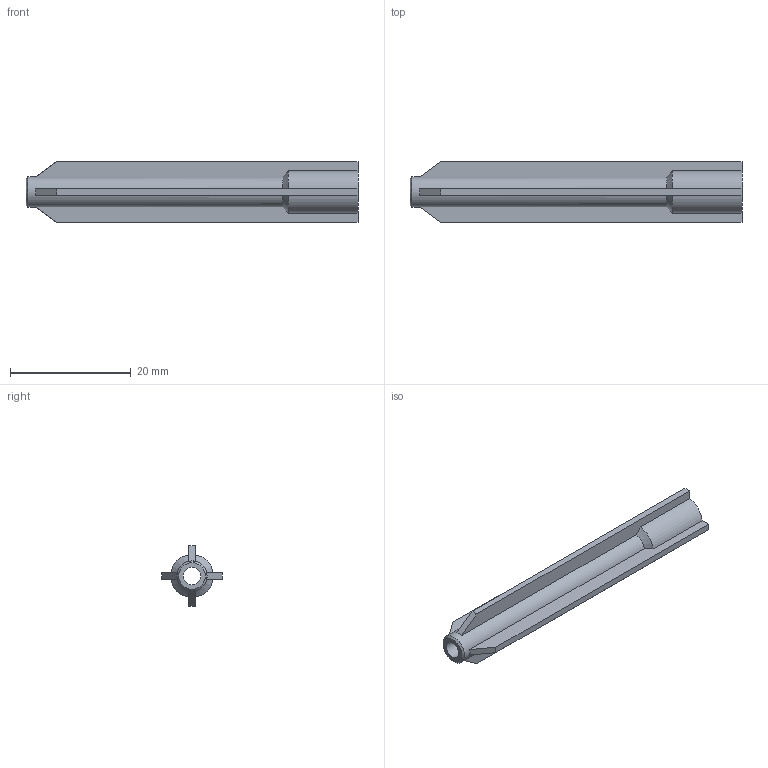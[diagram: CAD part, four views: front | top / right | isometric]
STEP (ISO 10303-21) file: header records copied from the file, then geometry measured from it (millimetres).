
FILE_DESCRIPTION(/* description */ ('STEP AP214'),/* implementation_level */ '2;1');
FILE_NAME(/* name */ 'SFS 128855',/* time_stamp */ '2022-10-20T13:58:36+02:00',/* author */ ('License CC BY-ND 4.0'),/* organization */ ('CADENAS'),/* preprocessor_version */ 'ST-DEVELOPER v18.102',/* originating_system */ 'PARTsolutions',/* authorisation */ ' ');
FILE_SCHEMA (('AUTOMOTIVE_DESIGN {1 0 10303 214 3 1 1}'));
Length unit declared in the file: millimetre
Products named in the file (1): SFS 128855
Bounding box: 55 x 10.1 x 10.1 mm (x, y, z)
Volume: 1498.4 mm3; surface area: 2469.9 mm2
Topology: 1 solids, 1 shells, 29 faces, 80 edges, 53 vertices
Faces by surface type: plane 18, cylinder 6, cone 5
Full cylindrical faces by diameter (mm): 2.84 x1, 5 x1
Entity records: 944 total; most frequent: CARTESIAN_POINT 182, ORIENTED_EDGE 152, DIRECTION 148, EDGE_CURVE 76, VERTEX_POINT 52, AXIS2_PLACEMENT_3D 50, LINE 48, VECTOR 48
